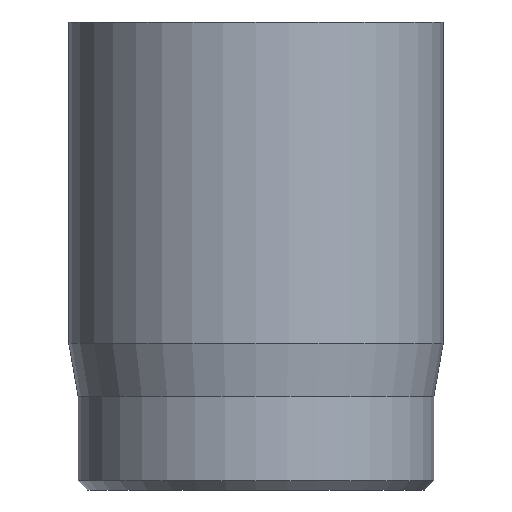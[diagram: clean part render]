
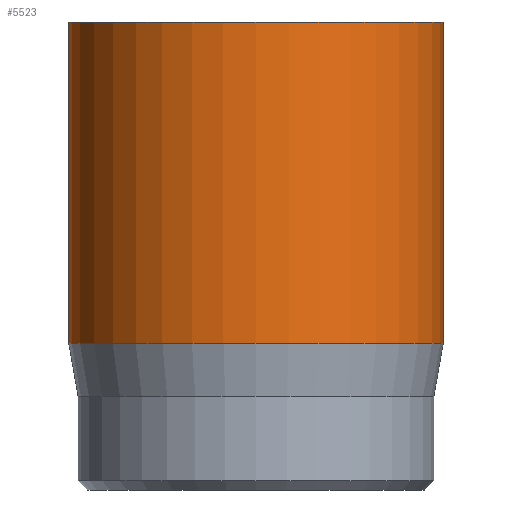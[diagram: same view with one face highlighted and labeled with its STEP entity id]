
A CAD part, front view. The second image highlights one B-rep face of the part: STEP entity #5523.
In plain terms, the highlighted cylindrical face has radius 2 mm (diameter 4 mm), a full revolution.
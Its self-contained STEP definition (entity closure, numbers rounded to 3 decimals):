
#31=CYLINDRICAL_SURFACE('',#5713,2.);
#44=CIRCLE('',#5688,2.);
#55=CIRCLE('',#5711,2.);
#56=CIRCLE('',#5712,2.);
#483=FACE_OUTER_BOUND('',#808,.T.);
#808=EDGE_LOOP('',(#4955,#4956,#4957,#4958,#4959));
#1228=LINE('',#10489,#1654);
#1654=VECTOR('',#6379,2.);
#2551=VERTEX_POINT('',#10444);
#2562=VERTEX_POINT('',#10483);
#2563=VERTEX_POINT('',#10484);
#3349=EDGE_CURVE('',#2551,#2551,#44,.T.);
#3365=EDGE_CURVE('',#2562,#2563,#55,.T.);
#3366=EDGE_CURVE('',#2563,#2562,#56,.T.);
#3368=EDGE_CURVE('',#2551,#2562,#1228,.T.);
#4955=ORIENTED_EDGE('',*,*,#3349,.T.);
#4956=ORIENTED_EDGE('',*,*,#3368,.T.);
#4957=ORIENTED_EDGE('',*,*,#3365,.T.);
#4958=ORIENTED_EDGE('',*,*,#3366,.T.);
#4959=ORIENTED_EDGE('',*,*,#3368,.F.);
#5523=ADVANCED_FACE('',(#483),#31,.T.);
#5688=AXIS2_PLACEMENT_3D('',#10445,#6321,#6322);
#5711=AXIS2_PLACEMENT_3D('',#10485,#6372,#6373);
#5712=AXIS2_PLACEMENT_3D('',#10486,#6374,#6375);
#5713=AXIS2_PLACEMENT_3D('',#10488,#6377,#6378);
#6321=DIRECTION('center_axis',(0.,0.,-1.));
#6322=DIRECTION('ref_axis',(-1.,0.,0.));
#6372=DIRECTION('center_axis',(0.,0.,1.));
#6373=DIRECTION('ref_axis',(-1.,0.,0.));
#6374=DIRECTION('center_axis',(0.,0.,1.));
#6375=DIRECTION('ref_axis',(-1.,0.,0.));
#6377=DIRECTION('center_axis',(0.,0.,1.));
#6378=DIRECTION('ref_axis',(-1.,0.,0.));
#6379=DIRECTION('',(0.,0.,-1.));
#10444=CARTESIAN_POINT('',(2.,0.,5.));
#10445=CARTESIAN_POINT('Origin',(0.,0.,5.));
#10483=CARTESIAN_POINT('',(2.,0.,1.567));
#10484=CARTESIAN_POINT('',(-2.,0.,1.567));
#10485=CARTESIAN_POINT('Origin',(0.,0.,1.567));
#10486=CARTESIAN_POINT('Origin',(0.,0.,1.567));
#10488=CARTESIAN_POINT('Origin',(0.,0.,0.));
#10489=CARTESIAN_POINT('',(2.,0.,0.));
